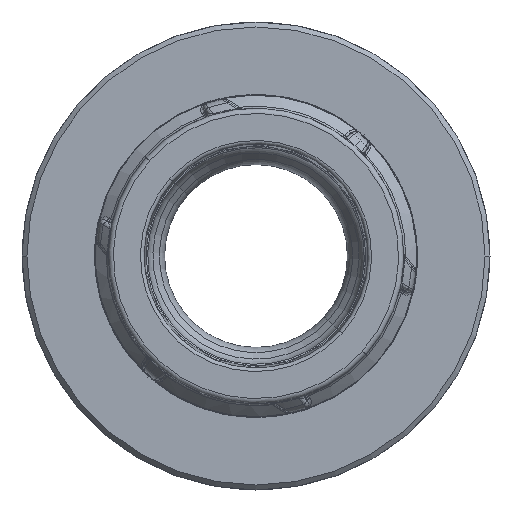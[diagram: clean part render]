
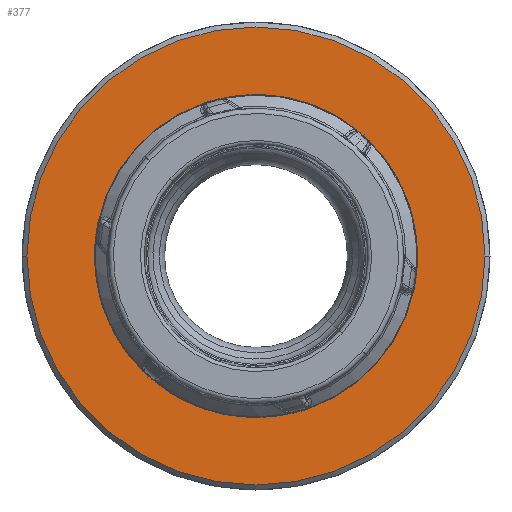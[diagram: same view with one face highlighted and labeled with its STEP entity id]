
A CAD part, front view. The second image highlights one B-rep face of the part: STEP entity #377.
In plain terms, the highlighted planar face has unit normal (0, -1, 0).
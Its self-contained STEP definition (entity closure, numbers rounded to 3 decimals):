
#377=ADVANCED_FACE('',(#1052,#1053),#1054,.T.);
#1052=FACE_BOUND('',#2046,.T.);
#1053=FACE_OUTER_BOUND('',#2047,.T.);
#1054=PLANE('',#2048);
#2046=EDGE_LOOP('',(#4950,#4951));
#2047=EDGE_LOOP('',(#4952,#4953));
#2048=AXIS2_PLACEMENT_3D('',#4954,#4955,#4956);
#4950=ORIENTED_EDGE('',*,*,#7527,.T.);
#4951=ORIENTED_EDGE('',*,*,#7519,.T.);
#4952=ORIENTED_EDGE('',*,*,#7528,.F.);
#4953=ORIENTED_EDGE('',*,*,#7515,.F.);
#4954=CARTESIAN_POINT('',(-28.201,0.,0.0));
#4955=DIRECTION('',(0.0,-1.0,0.0));
#4956=DIRECTION('',(0.0,0.0,-1.0));
#7515=EDGE_CURVE('',#8663,#8665,#8666,.T.);
#7519=EDGE_CURVE('',#8672,#8669,#8673,.T.);
#7527=EDGE_CURVE('',#8669,#8672,#8683,.T.);
#7528=EDGE_CURVE('',#8665,#8663,#8684,.T.);
#8663=VERTEX_POINT('',#10356);
#8665=VERTEX_POINT('',#10359);
#8666=CIRCLE('',#10360,31.8);
#8669=VERTEX_POINT('',#10364);
#8672=VERTEX_POINT('',#10368);
#8673=CIRCLE('',#10369,22.375);
#8683=CIRCLE('',#10380,22.375);
#8684=CIRCLE('',#10381,31.8);
#10356=CARTESIAN_POINT('',(31.8,0.,0.));
#10359=CARTESIAN_POINT('',(-31.8,0.,0.));
#10360=AXIS2_PLACEMENT_3D('',#13016,#13017,#13018);
#10364=CARTESIAN_POINT('',(22.375,0.,0.));
#10368=CARTESIAN_POINT('',(-22.375,0.,0.));
#10369=AXIS2_PLACEMENT_3D('',#13021,#13022,#13023);
#10380=AXIS2_PLACEMENT_3D('',#13037,#13038,#13039);
#10381=AXIS2_PLACEMENT_3D('',#13040,#13041,#13042);
#13016=CARTESIAN_POINT('',(0.0,0.,0.0));
#13017=DIRECTION('',(-0.0,1.0,0.0));
#13018=DIRECTION('',(1.0,0.0,0.0));
#13021=CARTESIAN_POINT('',(0.0,0.,0.0));
#13022=DIRECTION('',(0.0,1.0,0.0));
#13023=DIRECTION('',(-1.0,0.0,0.0));
#13037=CARTESIAN_POINT('',(0.0,0.,0.0));
#13038=DIRECTION('',(0.0,1.0,0.0));
#13039=DIRECTION('',(-1.0,0.0,0.0));
#13040=CARTESIAN_POINT('',(0.0,0.,0.0));
#13041=DIRECTION('',(-0.0,1.0,0.0));
#13042=DIRECTION('',(1.0,0.0,0.0));
